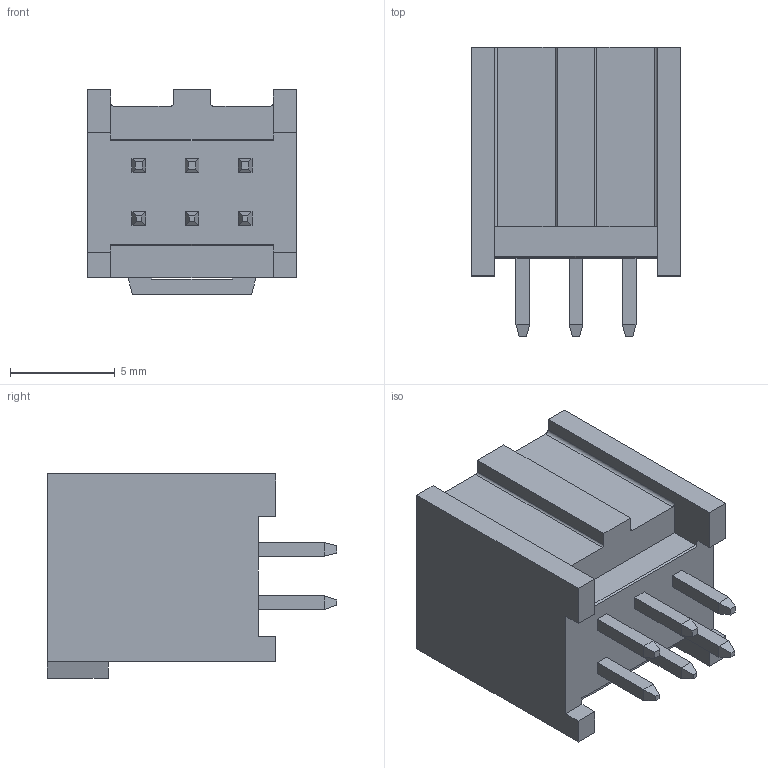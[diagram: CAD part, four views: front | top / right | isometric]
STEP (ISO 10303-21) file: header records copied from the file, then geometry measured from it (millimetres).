
FILE_DESCRIPTION((''),'2;1');
FILE_NAME('901301106','2018-10-31T',('gga'),(''),'PRO/ENGINEER BY PARAMETRIC TECHNOLOGY CORPORATION, 2016010','PRO/ENGINEER BY PARAMETRIC TECHNOLOGY CORPORATION, 2016010','');
FILE_SCHEMA(('CONFIG_CONTROL_DESIGN'));
Length unit declared in the file: millimetre
Products named in the file (1): 901301106
Bounding box: 9.96 x 13.8 x 9.75 mm (x, y, z)
Volume: 443.7 mm3; surface area: 965.1 mm2
Topology: 1 solids, 1 shells, 165 faces, 416 edges, 264 vertices
Faces by surface type: plane 161, cylinder 4
Entity records: 4831 total; most frequent: CARTESIAN_POINT 834, ORIENTED_EDGE 808, DIRECTION 768, EDGE_CURVE 404, VECTOR 396, LINE 396, VERTEX_POINT 252, AXIS2_PLACEMENT_3D 186
